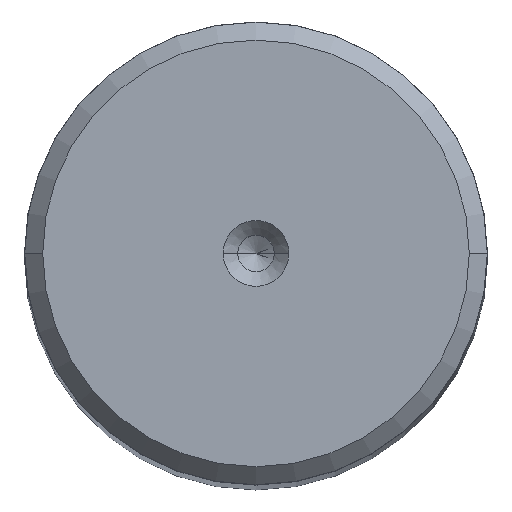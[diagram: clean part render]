
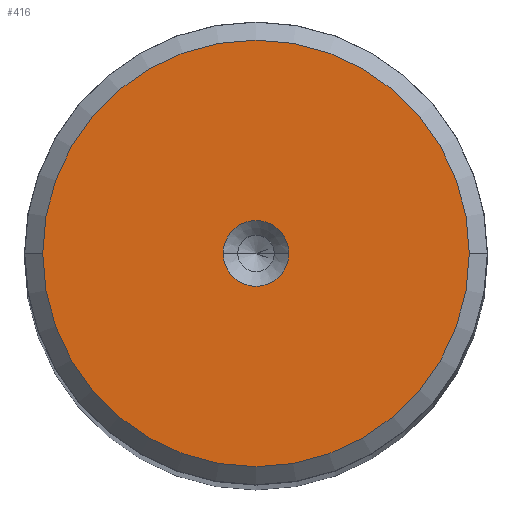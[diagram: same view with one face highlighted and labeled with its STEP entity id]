
A CAD part, top view. The second image highlights one B-rep face of the part: STEP entity #416.
In plain terms, the highlighted planar face has unit normal (0, 0, 1).
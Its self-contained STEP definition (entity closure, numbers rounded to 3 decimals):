
#16 = VERTEX_POINT ( 'NONE', #1727 ) ;
#41 = CARTESIAN_POINT ( 'NONE',  ( 0., 0., 240. ) ) ;
#57 = ORIENTED_EDGE ( 'NONE', *, *, #2571, .F. ) ;
#190 = CARTESIAN_POINT ( 'NONE',  ( 17.514, 0., 240. ) ) ;
#229 = FACE_BOUND ( 'NONE', #338, .T. ) ;
#307 = DIRECTION ( 'NONE',  ( 0., 0., 1. ) ) ;
#338 = EDGE_LOOP ( 'NONE', ( #57, #2581 ) ) ;
#365 = AXIS2_PLACEMENT_3D ( 'NONE', #41, #967, #1866 ) ;
#416 = ADVANCED_FACE ( 'NONE', ( #229, #2406 ), #432, .T. ) ;
#432 = PLANE ( 'NONE',  #729 ) ;
#510 = DIRECTION ( 'NONE',  ( 1., 0., 0. ) ) ;
#703 = EDGE_CURVE ( 'NONE', #1274, #1654, #2726, .T. ) ;
#710 = CIRCLE ( 'NONE', #2573, 2.7 ) ;
#729 = AXIS2_PLACEMENT_3D ( 'NONE', #1125, #2479, #923 ) ;
#855 = EDGE_LOOP ( 'NONE', ( #1794, #1594 ) ) ;
#867 = DIRECTION ( 'NONE',  ( 0., 0., 1. ) ) ;
#892 = EDGE_CURVE ( 'NONE', #1781, #16, #988, .T. ) ;
#910 = CARTESIAN_POINT ( 'NONE',  ( -17.514, 0., 240. ) ) ;
#923 = DIRECTION ( 'NONE',  ( 1., 0., 0. ) ) ;
#967 = DIRECTION ( 'NONE',  ( 0., 0., 1. ) ) ;
#988 = CIRCLE ( 'NONE', #1838, 2.7 ) ;
#1125 = CARTESIAN_POINT ( 'NONE',  ( 0., 0., 240. ) ) ;
#1131 = DIRECTION ( 'NONE',  ( 0., 0., 1. ) ) ;
#1274 = VERTEX_POINT ( 'NONE', #190 ) ;
#1594 = ORIENTED_EDGE ( 'NONE', *, *, #703, .T. ) ;
#1617 = CARTESIAN_POINT ( 'NONE',  ( 0., 0., 240. ) ) ;
#1654 = VERTEX_POINT ( 'NONE', #910 ) ;
#1727 = CARTESIAN_POINT ( 'NONE',  ( 2.7, 0., 240. ) ) ;
#1781 = VERTEX_POINT ( 'NONE', #2778 ) ;
#1794 = ORIENTED_EDGE ( 'NONE', *, *, #2336, .T. ) ;
#1838 = AXIS2_PLACEMENT_3D ( 'NONE', #2558, #307, #2574 ) ;
#1866 = DIRECTION ( 'NONE',  ( 1., 0., 0. ) ) ;
#2191 = CIRCLE ( 'NONE', #2472, 17.514 ) ;
#2247 = CARTESIAN_POINT ( 'NONE',  ( 0., 0., 240. ) ) ;
#2336 = EDGE_CURVE ( 'NONE', #1654, #1274, #2191, .T. ) ;
#2406 = FACE_OUTER_BOUND ( 'NONE', #855, .T. ) ;
#2472 = AXIS2_PLACEMENT_3D ( 'NONE', #2247, #867, #2899 ) ;
#2479 = DIRECTION ( 'NONE',  ( 0., 0., 1. ) ) ;
#2558 = CARTESIAN_POINT ( 'NONE',  ( 0., 0., 240. ) ) ;
#2571 = EDGE_CURVE ( 'NONE', #16, #1781, #710, .T. ) ;
#2573 = AXIS2_PLACEMENT_3D ( 'NONE', #1617, #1131, #510 ) ;
#2574 = DIRECTION ( 'NONE',  ( 1., 0., 0. ) ) ;
#2581 = ORIENTED_EDGE ( 'NONE', *, *, #892, .F. ) ;
#2726 = CIRCLE ( 'NONE', #365, 17.514 ) ;
#2778 = CARTESIAN_POINT ( 'NONE',  ( -2.7, 0., 240. ) ) ;
#2899 = DIRECTION ( 'NONE',  ( 1., 0., 0. ) ) ;
